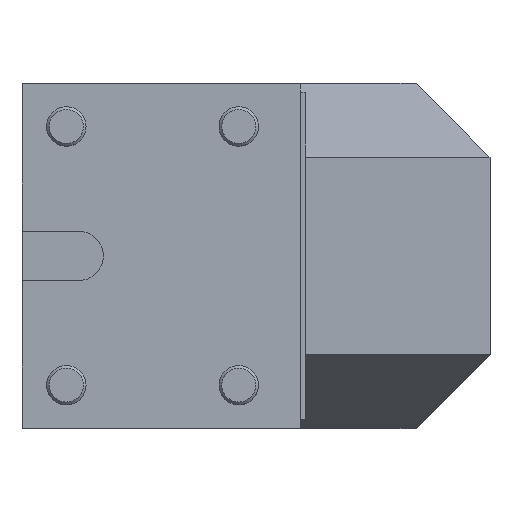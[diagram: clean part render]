
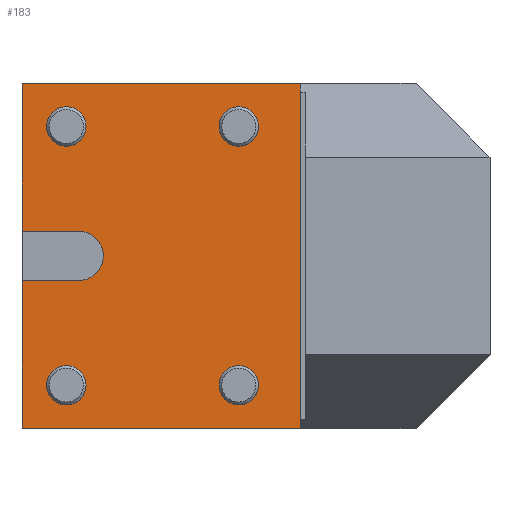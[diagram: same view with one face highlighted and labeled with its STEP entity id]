
A CAD part, top view. The second image highlights one B-rep face of the part: STEP entity #183.
In plain terms, the highlighted planar face has unit normal (0, 0, 1).
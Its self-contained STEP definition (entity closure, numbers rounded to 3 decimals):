
#90=CIRCLE('',#983,10.009);
#91=CIRCLE('',#989,8.);
#92=CIRCLE('',#990,8.);
#93=CIRCLE('',#991,8.);
#94=CIRCLE('',#992,8.);
#119=FACE_BOUND('',#316,.T.);
#120=FACE_BOUND('',#317,.T.);
#121=FACE_BOUND('',#318,.T.);
#122=FACE_BOUND('',#319,.T.);
#123=FACE_BOUND('',#320,.T.);
#183=ADVANCED_FACE('',(#119,#120,#121,#122,#123),#227,.T.);
#227=PLANE('',#993);
#316=EDGE_LOOP('',(#515));
#317=EDGE_LOOP('',(#516));
#318=EDGE_LOOP('',(#517));
#319=EDGE_LOOP('',(#518));
#320=EDGE_LOOP('',(#519,#520,#521,#522,#523,#524,#525,#526));
#515=ORIENTED_EDGE('',*,*,#743,.T.);
#516=ORIENTED_EDGE('',*,*,#744,.T.);
#517=ORIENTED_EDGE('',*,*,#745,.T.);
#518=ORIENTED_EDGE('',*,*,#746,.T.);
#519=ORIENTED_EDGE('',*,*,#737,.F.);
#520=ORIENTED_EDGE('',*,*,#742,.T.);
#521=ORIENTED_EDGE('',*,*,#674,.F.);
#522=ORIENTED_EDGE('',*,*,#747,.F.);
#523=ORIENTED_EDGE('',*,*,#660,.T.);
#524=ORIENTED_EDGE('',*,*,#741,.T.);
#525=ORIENTED_EDGE('',*,*,#735,.F.);
#526=ORIENTED_EDGE('',*,*,#732,.F.);
#581=VERTEX_POINT('',#1325);
#582=VERTEX_POINT('',#1327);
#593=VERTEX_POINT('',#1353);
#594=VERTEX_POINT('',#1355);
#631=VERTEX_POINT('',#1534);
#632=VERTEX_POINT('',#1535);
#633=VERTEX_POINT('',#1540);
#634=VERTEX_POINT('',#1544);
#635=VERTEX_POINT('',#1554);
#636=VERTEX_POINT('',#1556);
#637=VERTEX_POINT('',#1558);
#638=VERTEX_POINT('',#1560);
#660=EDGE_CURVE('',#582,#581,#770,.T.);
#674=EDGE_CURVE('',#593,#594,#782,.T.);
#732=EDGE_CURVE('',#631,#632,#90,.T.);
#735=EDGE_CURVE('',#632,#633,#817,.T.);
#737=EDGE_CURVE('',#634,#631,#819,.T.);
#741=EDGE_CURVE('',#581,#633,#823,.T.);
#742=EDGE_CURVE('',#634,#594,#824,.T.);
#743=EDGE_CURVE('',#635,#635,#91,.T.);
#744=EDGE_CURVE('',#636,#636,#92,.T.);
#745=EDGE_CURVE('',#637,#637,#93,.T.);
#746=EDGE_CURVE('',#638,#638,#94,.T.);
#747=EDGE_CURVE('',#582,#593,#825,.T.);
#770=LINE('',#1326,#836);
#782=LINE('',#1354,#848);
#817=LINE('',#1539,#883);
#819=LINE('',#1543,#885);
#823=LINE('',#1550,#889);
#824=LINE('',#1551,#890);
#825=LINE('',#1561,#891);
#836=VECTOR('',#1045,1.);
#848=VECTOR('',#1065,1.);
#883=VECTOR('',#1206,1.);
#885=VECTOR('',#1210,1.);
#889=VECTOR('',#1218,1.);
#890=VECTOR('',#1219,1.);
#891=VECTOR('',#1230,1.);
#983=AXIS2_PLACEMENT_3D('',#1533,#1200,#1201);
#989=AXIS2_PLACEMENT_3D('',#1553,#1222,#1223);
#990=AXIS2_PLACEMENT_3D('',#1555,#1224,#1225);
#991=AXIS2_PLACEMENT_3D('',#1557,#1226,#1227);
#992=AXIS2_PLACEMENT_3D('',#1559,#1228,#1229);
#993=AXIS2_PLACEMENT_3D('',#1562,#1231,#1232);
#1045=DIRECTION('',(-1.,0.,0.));
#1065=DIRECTION('',(-1.,0.,0.));
#1200=DIRECTION('',(0.,0.,1.));
#1201=DIRECTION('',(0.,1.,0.));
#1206=DIRECTION('',(-1.,0.,0.));
#1210=DIRECTION('',(1.,0.,0.));
#1218=DIRECTION('',(0.,-1.,0.));
#1219=DIRECTION('',(0.,-1.,0.));
#1222=DIRECTION('',(0.,0.,-1.));
#1223=DIRECTION('',(0.,-1.,0.));
#1224=DIRECTION('',(0.,0.,-1.));
#1225=DIRECTION('',(0.,-1.,0.));
#1226=DIRECTION('',(0.,0.,-1.));
#1227=DIRECTION('',(0.,-1.,0.));
#1228=DIRECTION('',(0.,0.,-1.));
#1229=DIRECTION('',(0.,-1.,0.));
#1230=DIRECTION('',(0.,-1.,0.));
#1231=DIRECTION('',(0.,0.,1.));
#1232=DIRECTION('',(1.,0.,0.));
#1325=CARTESIAN_POINT('',(-113.,70.,0.));
#1326=CARTESIAN_POINT('',(12.43,70.,0.));
#1327=CARTESIAN_POINT('',(0.,70.,0.));
#1353=CARTESIAN_POINT('',(0.,-70.,0.));
#1354=CARTESIAN_POINT('',(12.43,-70.,0.));
#1355=CARTESIAN_POINT('',(-113.,-70.,0.));
#1533=CARTESIAN_POINT('',(-90.009,0.,0.));
#1534=CARTESIAN_POINT('',(-90.009,-10.009,0.));
#1535=CARTESIAN_POINT('',(-90.009,10.009,0.));
#1539=CARTESIAN_POINT('',(-90.009,10.009,0.));
#1540=CARTESIAN_POINT('',(-113.,10.009,0.));
#1543=CARTESIAN_POINT('',(-113.,-10.009,0.));
#1544=CARTESIAN_POINT('',(-113.,-10.009,0.));
#1550=CARTESIAN_POINT('',(-113.,-70.,0.));
#1551=CARTESIAN_POINT('',(-113.,-70.,0.));
#1553=CARTESIAN_POINT('',(-25.,52.5,0.));
#1554=CARTESIAN_POINT('',(-25.,44.5,0.));
#1555=CARTESIAN_POINT('',(-25.,-52.5,0.));
#1556=CARTESIAN_POINT('',(-25.,-60.5,0.));
#1557=CARTESIAN_POINT('',(-95.,52.5,0.));
#1558=CARTESIAN_POINT('',(-95.,44.5,0.));
#1559=CARTESIAN_POINT('',(-95.,-52.5,0.));
#1560=CARTESIAN_POINT('',(-95.,-60.5,0.));
#1561=CARTESIAN_POINT('',(0.,-70.,0.));
#1562=CARTESIAN_POINT('',(12.43,-70.,0.));
